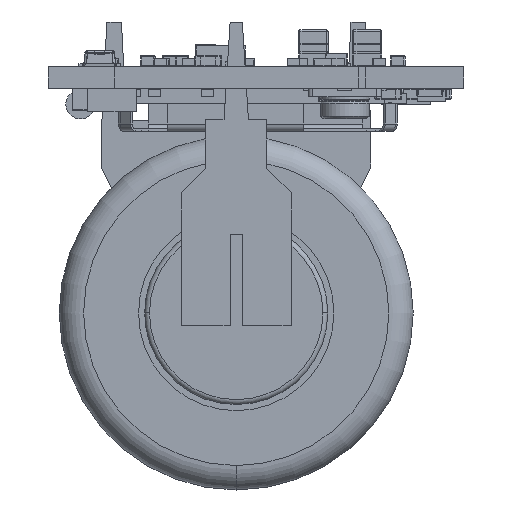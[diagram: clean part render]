
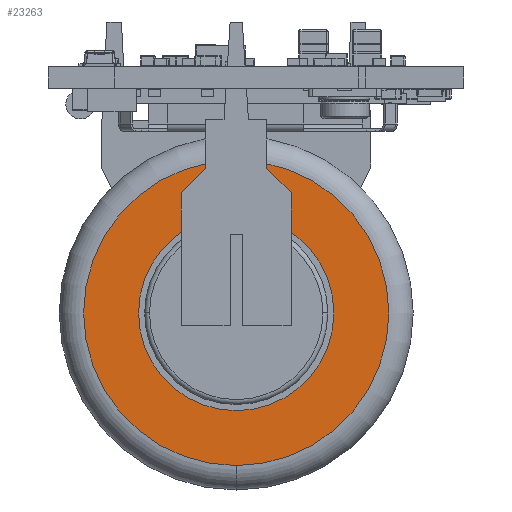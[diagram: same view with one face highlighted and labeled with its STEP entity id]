
A CAD part, left-side view. The second image highlights one B-rep face of the part: STEP entity #23263.
In plain terms, the highlighted face is planar.
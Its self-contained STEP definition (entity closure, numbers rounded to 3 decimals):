
#22992 = VERTEX_POINT('',#22993);
#22993 = CARTESIAN_POINT('',(22.9,-6.25,0.));
#23000 = EDGE_CURVE('',#22992,#23001,#23003,.T.);
#23001 = VERTEX_POINT('',#23002);
#23002 = CARTESIAN_POINT('',(22.9,6.25,0.));
#23003 = CIRCLE('',#23004,6.25);
#23004 = AXIS2_PLACEMENT_3D('',#23005,#23006,#23007);
#23005 = CARTESIAN_POINT('',(22.9,0.,0.));
#23006 = DIRECTION('',(-1.,0.,0.));
#23007 = DIRECTION('',(0.,1.,0.));
#23070 = VERTEX_POINT('',#23071);
#23071 = CARTESIAN_POINT('',(22.9,0.,-4.));
#23077 = EDGE_CURVE('',#23070,#23078,#23080,.T.);
#23078 = VERTEX_POINT('',#23079);
#23079 = CARTESIAN_POINT('',(22.9,0.,4.));
#23080 = CIRCLE('',#23081,4.);
#23081 = AXIS2_PLACEMENT_3D('',#23082,#23083,#23084);
#23082 = CARTESIAN_POINT('',(22.9,0.,0.));
#23083 = DIRECTION('',(-1.,0.,0.));
#23084 = DIRECTION('',(0.,0.,-1.));
#23232 = EDGE_CURVE('',#23001,#22992,#23233,.T.);
#23233 = CIRCLE('',#23234,6.25);
#23234 = AXIS2_PLACEMENT_3D('',#23235,#23236,#23237);
#23235 = CARTESIAN_POINT('',(22.9,0.,0.));
#23236 = DIRECTION('',(-1.,0.,0.));
#23237 = DIRECTION('',(0.,1.,0.));
#23263 = ADVANCED_FACE('',(#23264,#23268),#23278,.T.);
#23264 = FACE_BOUND('',#23265,.T.);
#23265 = EDGE_LOOP('',(#23266,#23267));
#23266 = ORIENTED_EDGE('',*,*,#23232,.F.);
#23267 = ORIENTED_EDGE('',*,*,#23000,.F.);
#23268 = FACE_BOUND('',#23269,.T.);
#23269 = EDGE_LOOP('',(#23270,#23271));
#23270 = ORIENTED_EDGE('',*,*,#23077,.T.);
#23271 = ORIENTED_EDGE('',*,*,#23272,.T.);
#23272 = EDGE_CURVE('',#23078,#23070,#23273,.T.);
#23273 = CIRCLE('',#23274,4.);
#23274 = AXIS2_PLACEMENT_3D('',#23275,#23276,#23277);
#23275 = CARTESIAN_POINT('',(22.9,0.,0.));
#23276 = DIRECTION('',(-1.,0.,0.));
#23277 = DIRECTION('',(0.,0.,-1.));
#23278 = PLANE('',#23279);
#23279 = AXIS2_PLACEMENT_3D('',#23280,#23281,#23282);
#23280 = CARTESIAN_POINT('',(22.9,0.,0.));
#23281 = DIRECTION('',(1.,0.,0.));
#23282 = DIRECTION('',(0.,0.,-1.));
